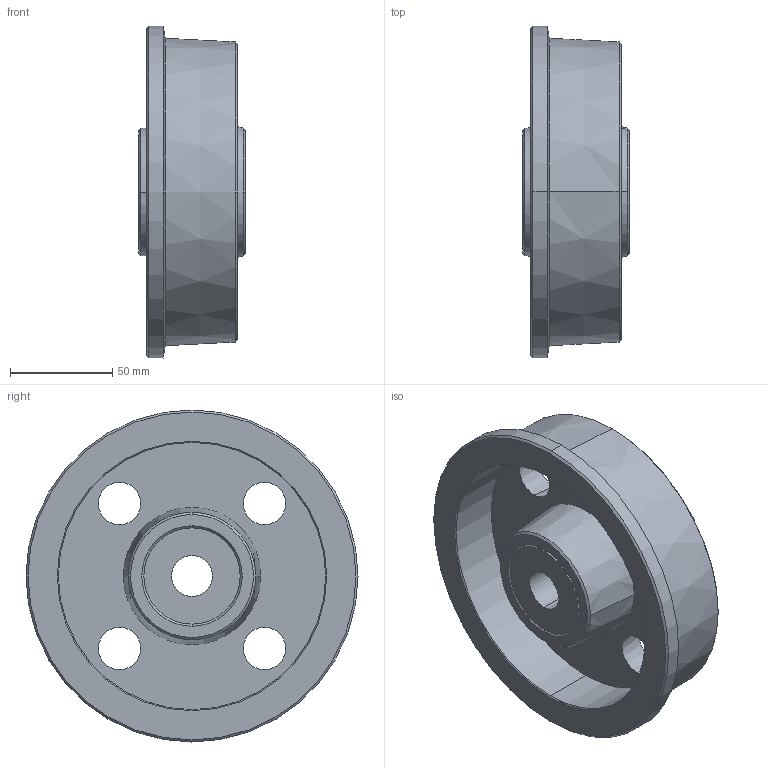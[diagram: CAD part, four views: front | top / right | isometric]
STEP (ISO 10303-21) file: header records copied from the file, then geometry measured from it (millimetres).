
FILE_DESCRIPTION (( 'STEP AP214' ), '1' );
FILE_NAME ('0023944.step', '2022-05-10T08:44:18', ( '' ), ( '' ), 'SwSTEP 2.0', 'SolidWorks 2020', '' );
FILE_SCHEMA (( 'AUTOMOTIVE_DESIGN' ));
Length unit declared in the file: millimetre
Products named in the file (1): 0023944
Bounding box: 52 x 162 x 162 mm (x, y, z)
Volume: 447790.4 mm3; surface area: 91906.5 mm2
Topology: 1 solids, 5 shells, 91 faces, 211 edges, 134 vertices
Faces by surface type: cone 32, cylinder 32, plane 19, bspline 8
Entity records: 2964 total; most frequent: CARTESIAN_POINT 636, DIRECTION 503, ORIENTED_EDGE 422, AXIS2_PLACEMENT_3D 215, EDGE_CURVE 211, VERTEX_POINT 134, CIRCLE 131, EDGE_LOOP 115
